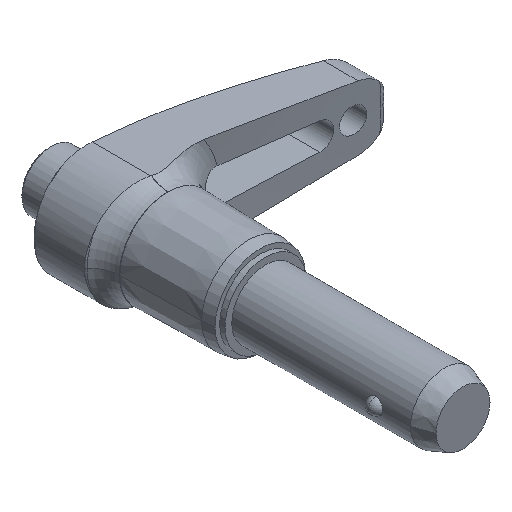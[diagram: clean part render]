
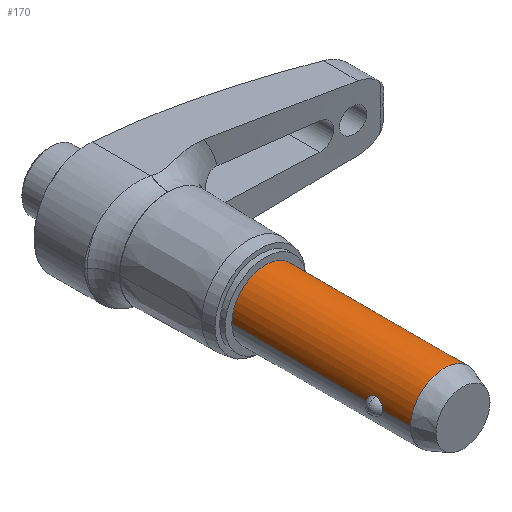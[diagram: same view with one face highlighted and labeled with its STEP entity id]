
A CAD part, isometric view. The second image highlights one B-rep face of the part: STEP entity #170.
In plain terms, the highlighted cylindrical face has radius 6.35 mm (diameter 12.7 mm), a partial arc.
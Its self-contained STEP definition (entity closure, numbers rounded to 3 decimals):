
#170=ADVANCED_FACE('',(#356),#357,.T.);
#356=FACE_OUTER_BOUND('',#554,.T.);
#357=CYLINDRICAL_SURFACE('',#555,6.35);
#554=EDGE_LOOP('',(#989,#990,#991,#992,#993,#994,#995,#996,#997,#998));
#555=AXIS2_PLACEMENT_3D('',#999,#1000,#1001);
#989=ORIENTED_EDGE('',*,*,#1361,.T.);
#990=ORIENTED_EDGE('',*,*,#1337,.T.);
#991=ORIENTED_EDGE('',*,*,#1344,.T.);
#992=ORIENTED_EDGE('',*,*,#1362,.T.);
#993=ORIENTED_EDGE('',*,*,#1289,.F.);
#994=ORIENTED_EDGE('',*,*,#1363,.T.);
#995=ORIENTED_EDGE('',*,*,#1266,.T.);
#996=ORIENTED_EDGE('',*,*,#1364,.T.);
#997=ORIENTED_EDGE('',*,*,#1365,.T.);
#998=ORIENTED_EDGE('',*,*,#1317,.T.);
#999=CARTESIAN_POINT('',(0.0,-18.542,0.0));
#1000=DIRECTION('',(-0.0,1.0,0.0));
#1001=DIRECTION('',(1.0,0.0,0.0));
#1266=EDGE_CURVE('',#1543,#1540,#1544,.T.);
#1289=EDGE_CURVE('',#1581,#1580,#1583,.T.);
#1317=EDGE_CURVE('',#1597,#1593,#1622,.T.);
#1337=EDGE_CURVE('',#1646,#1644,#1647,.T.);
#1344=EDGE_CURVE('',#1644,#1653,#1655,.T.);
#1361=EDGE_CURVE('',#1593,#1646,#1676,.T.);
#1362=EDGE_CURVE('',#1653,#1580,#1677,.T.);
#1363=EDGE_CURVE('',#1581,#1543,#1678,.T.);
#1364=EDGE_CURVE('',#1540,#1679,#1680,.T.);
#1365=EDGE_CURVE('',#1679,#1597,#1681,.T.);
#1540=VERTEX_POINT('',#2254);
#1543=VERTEX_POINT('',#2257);
#1544=B_SPLINE_CURVE_WITH_KNOTS('',3,(#2258,#2259,#2260,#2261,#2262,#2263,#2264,#2265,#2266,#2267,#2268,#2269,#2270,#2271),.UNSPECIFIED.,.F.,.F.,(4,2,2,2,2,2,4),(6.663,7.038,7.413,7.642,7.871,8.377,8.884),.UNSPECIFIED.);
#1580=VERTEX_POINT('',#2503);
#1581=VERTEX_POINT('',#2504);
#1583=CIRCLE('',#2506,6.35);
#1593=VERTEX_POINT('',#2518);
#1597=VERTEX_POINT('',#2523);
#1622=CIRCLE('',#2628,6.35);
#1644=VERTEX_POINT('',#2733);
#1646=VERTEX_POINT('',#2735);
#1647=B_SPLINE_CURVE_WITH_KNOTS('',3,(#2736,#2737,#2738,#2739,#2740,#2741,#2742,#2743,#2744,#2745,#2746,#2747,#2748,#2749),.UNSPECIFIED.,.F.,.F.,(4,2,2,2,2,2,4),(2.221,2.596,2.971,3.2,3.429,3.935,4.442),.UNSPECIFIED.);
#1653=VERTEX_POINT('',#2770);
#1655=B_SPLINE_CURVE_WITH_KNOTS('',3,(#2785,#2786,#2787,#2788,#2789,#2790,#2791,#2792,#2793,#2794,#2795,#2796,#2797,#2798),.UNSPECIFIED.,.F.,.F.,(4,2,2,2,2,2,4),(4.442,4.948,5.455,5.684,5.912,6.288,6.663),.UNSPECIFIED.);
#1676=LINE('',#2889,#2890);
#1677=LINE('',#2891,#2892);
#1678=LINE('',#2893,#2894);
#1679=VERTEX_POINT('',#2895);
#1680=B_SPLINE_CURVE_WITH_KNOTS('',3,(#2896,#2897,#2898,#2899,#2900,#2901,#2902,#2903,#2904,#2905,#2906,#2907,#2908,#2909),.UNSPECIFIED.,.F.,.F.,(4,2,2,2,2,2,4),(0.0,0.507,1.013,1.242,1.471,1.846,2.221),.UNSPECIFIED.);
#1681=LINE('',#2910,#2911);
#2254=CARTESIAN_POINT('',(-6.172,-26.868,1.495));
#2257=CARTESIAN_POINT('',(-6.35,-25.4,0.));
#2258=CARTESIAN_POINT('',(-6.35,-25.4,0.));
#2259=CARTESIAN_POINT('',(-6.35,-25.4,0.125));
#2260=CARTESIAN_POINT('',(-6.346,-25.416,0.261));
#2261=CARTESIAN_POINT('',(-6.33,-25.485,0.522));
#2262=CARTESIAN_POINT('',(-6.318,-25.538,0.648));
#2263=CARTESIAN_POINT('',(-6.297,-25.637,0.822));
#2264=CARTESIAN_POINT('',(-6.288,-25.683,0.891));
#2265=CARTESIAN_POINT('',(-6.268,-25.788,1.019));
#2266=CARTESIAN_POINT('',(-6.258,-25.846,1.079));
#2267=CARTESIAN_POINT('',(-6.229,-26.028,1.24));
#2268=CARTESIAN_POINT('',(-6.208,-26.183,1.336));
#2269=CARTESIAN_POINT('',(-6.179,-26.519,1.464));
#2270=CARTESIAN_POINT('',(-6.172,-26.7,1.495));
#2271=CARTESIAN_POINT('',(-6.172,-26.868,1.495));
#2503=CARTESIAN_POINT('',(6.35,0.0,0.0));
#2504=CARTESIAN_POINT('',(-6.35,0.0,0.));
#2506=AXIS2_PLACEMENT_3D('',#3096,#3097,#3098);
#2518=CARTESIAN_POINT('',(6.35,-33.579,0.0));
#2523=CARTESIAN_POINT('',(-6.35,-33.579,0.));
#2628=AXIS2_PLACEMENT_3D('',#3132,#3133,#3134);
#2733=CARTESIAN_POINT('',(6.172,-26.868,1.495));
#2735=CARTESIAN_POINT('',(6.35,-28.337,0.));
#2736=CARTESIAN_POINT('',(6.35,-28.337,0.0));
#2737=CARTESIAN_POINT('',(6.35,-28.337,0.125));
#2738=CARTESIAN_POINT('',(6.346,-28.321,0.261));
#2739=CARTESIAN_POINT('',(6.33,-28.252,0.522));
#2740=CARTESIAN_POINT('',(6.318,-28.199,0.648));
#2741=CARTESIAN_POINT('',(6.297,-28.1,0.822));
#2742=CARTESIAN_POINT('',(6.288,-28.053,0.891));
#2743=CARTESIAN_POINT('',(6.268,-27.949,1.019));
#2744=CARTESIAN_POINT('',(6.258,-27.891,1.079));
#2745=CARTESIAN_POINT('',(6.229,-27.709,1.24));
#2746=CARTESIAN_POINT('',(6.208,-27.554,1.336));
#2747=CARTESIAN_POINT('',(6.179,-27.218,1.464));
#2748=CARTESIAN_POINT('',(6.172,-27.037,1.495));
#2749=CARTESIAN_POINT('',(6.172,-26.868,1.495));
#2770=CARTESIAN_POINT('',(6.35,-25.4,0.));
#2785=CARTESIAN_POINT('',(6.172,-26.868,1.495));
#2786=CARTESIAN_POINT('',(6.172,-26.7,1.495));
#2787=CARTESIAN_POINT('',(6.179,-26.519,1.464));
#2788=CARTESIAN_POINT('',(6.208,-26.183,1.336));
#2789=CARTESIAN_POINT('',(6.229,-26.028,1.24));
#2790=CARTESIAN_POINT('',(6.258,-25.846,1.079));
#2791=CARTESIAN_POINT('',(6.268,-25.788,1.019));
#2792=CARTESIAN_POINT('',(6.288,-25.683,0.891));
#2793=CARTESIAN_POINT('',(6.297,-25.637,0.822));
#2794=CARTESIAN_POINT('',(6.318,-25.538,0.648));
#2795=CARTESIAN_POINT('',(6.33,-25.485,0.522));
#2796=CARTESIAN_POINT('',(6.346,-25.416,0.261));
#2797=CARTESIAN_POINT('',(6.35,-25.4,0.125));
#2798=CARTESIAN_POINT('',(6.35,-25.4,0.));
#2889=CARTESIAN_POINT('',(6.35,-18.542,0.));
#2890=VECTOR('',#3169,1.0);
#2891=CARTESIAN_POINT('',(6.35,-18.542,0.));
#2892=VECTOR('',#3170,1.0);
#2893=CARTESIAN_POINT('',(-6.35,-18.542,0.));
#2894=VECTOR('',#3171,1.0);
#2895=CARTESIAN_POINT('',(-6.35,-28.337,0.));
#2896=CARTESIAN_POINT('',(-6.172,-26.868,1.495));
#2897=CARTESIAN_POINT('',(-6.172,-27.037,1.495));
#2898=CARTESIAN_POINT('',(-6.179,-27.218,1.464));
#2899=CARTESIAN_POINT('',(-6.208,-27.554,1.336));
#2900=CARTESIAN_POINT('',(-6.229,-27.709,1.24));
#2901=CARTESIAN_POINT('',(-6.258,-27.891,1.079));
#2902=CARTESIAN_POINT('',(-6.268,-27.949,1.019));
#2903=CARTESIAN_POINT('',(-6.288,-28.053,0.891));
#2904=CARTESIAN_POINT('',(-6.297,-28.1,0.822));
#2905=CARTESIAN_POINT('',(-6.318,-28.199,0.648));
#2906=CARTESIAN_POINT('',(-6.33,-28.252,0.522));
#2907=CARTESIAN_POINT('',(-6.346,-28.321,0.261));
#2908=CARTESIAN_POINT('',(-6.35,-28.337,0.125));
#2909=CARTESIAN_POINT('',(-6.35,-28.337,0.));
#2910=CARTESIAN_POINT('',(-6.35,-18.542,0.));
#2911=VECTOR('',#3172,1.0);
#3096=CARTESIAN_POINT('',(0.0,0.0,0.0));
#3097=DIRECTION('',(-0.0,1.0,0.0));
#3098=DIRECTION('',(1.0,0.0,0.0));
#3132=CARTESIAN_POINT('',(0.0,-33.579,0.0));
#3133=DIRECTION('',(0.,1.0,0.0));
#3134=DIRECTION('',(1.0,0.,0.0));
#3169=DIRECTION('',(0.0,1.0,0.0));
#3170=DIRECTION('',(0.0,1.0,0.0));
#3171=DIRECTION('',(-0.0,-1.0,-0.0));
#3172=DIRECTION('',(-0.0,-1.0,-0.0));
